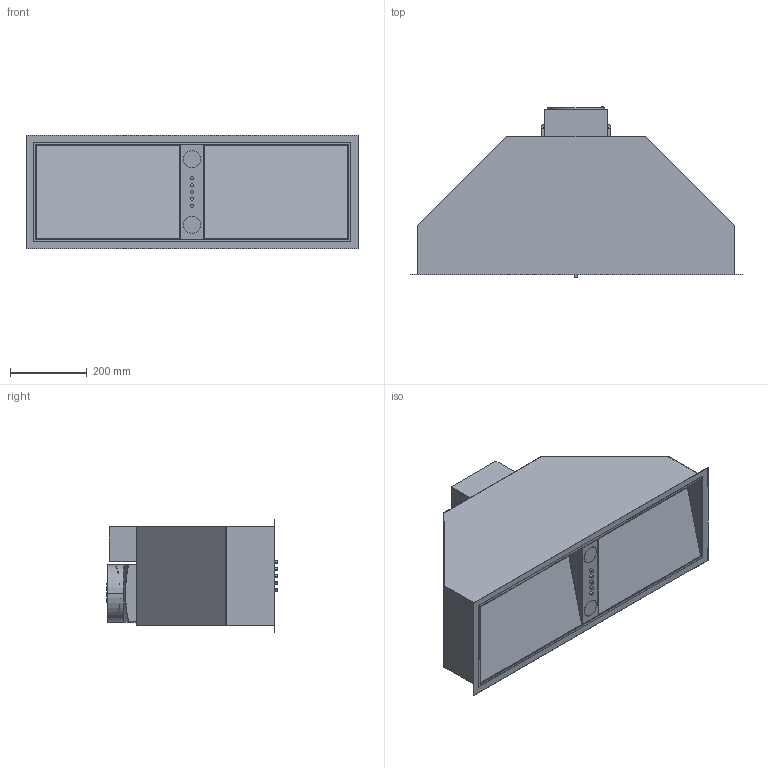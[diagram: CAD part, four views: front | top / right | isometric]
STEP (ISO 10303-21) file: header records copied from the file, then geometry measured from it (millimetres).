
FILE_DESCRIPTION((''),'2;1');
FILE_NAME('HN-9UM','2021-02-12T',('seona'),(''),'CREO PARAMETRIC BY PTC INC, 2016260','CREO PARAMETRIC BY PTC INC, 2016260','');
FILE_SCHEMA(('CONFIG_CONTROL_DESIGN'));
Length unit declared in the file: millimetre
Products named in the file (1): HN-9UM
Bounding box: 864 x 445.17 x 295 mm (x, y, z)
Volume: 3032038.6 mm3; surface area: 2481134.1 mm2
Topology: 7 solids, 7 shells, 132 faces, 289 edges, 183 vertices
Faces by surface type: plane 96, cylinder 24, sphere 6, bspline 6
Entity records: 3732 total; most frequent: CARTESIAN_POINT 742, DIRECTION 610, ORIENTED_EDGE 578, EDGE_CURVE 289, VECTOR 220, LINE 220, AXIS2_PLACEMENT_3D 195, VERTEX_POINT 183
